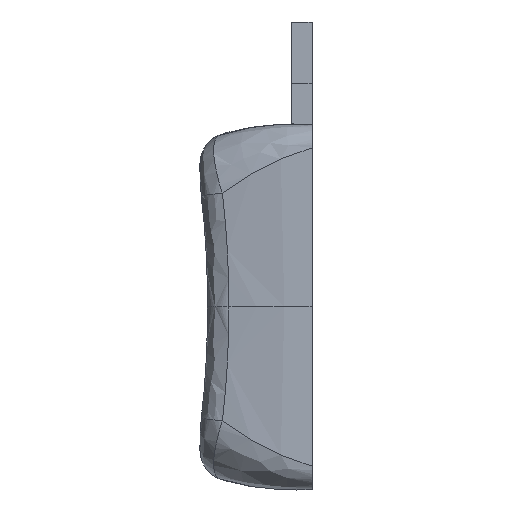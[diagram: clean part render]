
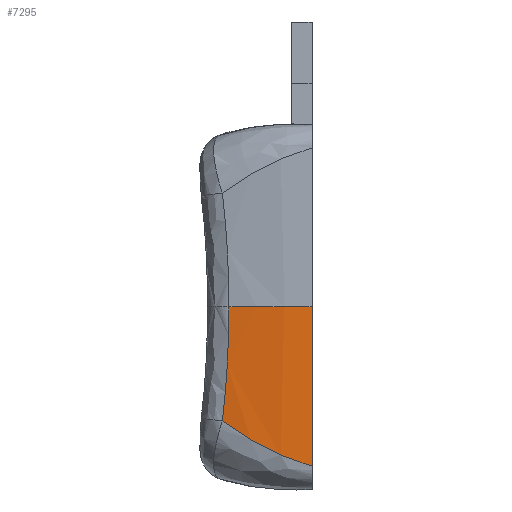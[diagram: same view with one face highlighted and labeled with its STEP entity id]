
A CAD part, left-side view. The second image highlights one B-rep face of the part: STEP entity #7295.
In plain terms, the highlighted cylindrical face has radius 20.743 mm (diameter 41.487 mm), a partial arc.
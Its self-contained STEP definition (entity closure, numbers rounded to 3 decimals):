
#121=ELLIPSE('',#7836,44.311,40.779);
#290=B_SPLINE_CURVE_WITH_KNOTS('',3,(#11926,#11927,#11928,#11929,#11930,
#11931,#11932,#11933,#11934,#11935,#11936,#11937,#11938,#11939,#11940,#11941,
#11942,#11943,#11944,#11945,#11946,#11947,#11948,#11949,#11950),
 .UNSPECIFIED.,.F.,.F.,(4,3,3,3,3,3,3,3,4),(-0.107,-0.033,
0.,0.073,0.146,0.221,0.296,
0.373,0.385),.UNSPECIFIED.);
#1073=FACE_OUTER_BOUND('',#1560,.T.);
#1560=EDGE_LOOP('',(#5351,#5352,#5353,#5354));
#2015=LINE('',#11952,#2379);
#2379=VECTOR('',#8597,10.);
#2676=CIRCLE('',#7755,20.743);
#2986=VERTEX_POINT('',#11155);
#2987=VERTEX_POINT('',#11170);
#2998=VERTEX_POINT('',#11519);
#3019=VERTEX_POINT('',#11913);
#3735=EDGE_CURVE('',#2986,#2987,#2676,.T.);
#3784=EDGE_CURVE('',#3019,#2998,#290,.T.);
#3785=EDGE_CURVE('',#2987,#3019,#2015,.T.);
#3893=EDGE_CURVE('',#2998,#2986,#121,.T.);
#5351=ORIENTED_EDGE('',*,*,#3735,.F.);
#5352=ORIENTED_EDGE('',*,*,#3893,.F.);
#5353=ORIENTED_EDGE('',*,*,#3784,.F.);
#5354=ORIENTED_EDGE('',*,*,#3785,.F.);
#7060=CYLINDRICAL_SURFACE('',#7837,20.743);
#7295=ADVANCED_FACE('',(#1073),#7060,.T.);
#7755=AXIS2_PLACEMENT_3D('',#11171,#8549,#8550);
#7836=AXIS2_PLACEMENT_3D('',#13581,#8754,#8755);
#7837=AXIS2_PLACEMENT_3D('',#13582,#8756,#8757);
#8549=DIRECTION('center_axis',(0.,0.,
1.));
#8550=DIRECTION('ref_axis',(-1.,0.,0.));
#8597=DIRECTION('',(0.,0.,-1.));
#8754=DIRECTION('center_axis',(-0.987,0.163,0.));
#8755=DIRECTION('ref_axis',(0.,0.,1.));
#8756=DIRECTION('center_axis',(0.,0.,
1.));
#8757=DIRECTION('ref_axis',(-0.92,0.391,0.));
#11155=CARTESIAN_POINT('',(-102.585,6.563,-186.612));
#11170=CARTESIAN_POINT('',(-102.785,2.5,-186.612));
#11171=CARTESIAN_POINT('Origin',(-82.066,3.5,-186.612));
#11519=CARTESIAN_POINT('',(-102.532,6.882,-192.182));
#11913=CARTESIAN_POINT('',(-102.785,2.5,-194.402));
#11926=CARTESIAN_POINT('Ctrl Pts',(-102.785,2.5,-194.402));
#11927=CARTESIAN_POINT('Ctrl Pts',(-102.796,2.731,-194.334));
#11928=CARTESIAN_POINT('Ctrl Pts',(-102.804,2.961,-194.259));
#11929=CARTESIAN_POINT('Ctrl Pts',(-102.807,3.188,-194.177));
#11930=CARTESIAN_POINT('Ctrl Pts',(-102.809,3.293,-194.14));
#11931=CARTESIAN_POINT('Ctrl Pts',(-102.809,3.396,-194.101));
#11932=CARTESIAN_POINT('Ctrl Pts',(-102.809,3.5,-194.061));
#11933=CARTESIAN_POINT('Ctrl Pts',(-102.809,3.726,-193.974));
#11934=CARTESIAN_POINT('Ctrl Pts',(-102.806,3.95,-193.88));
#11935=CARTESIAN_POINT('Ctrl Pts',(-102.799,4.173,-193.78));
#11936=CARTESIAN_POINT('Ctrl Pts',(-102.791,4.397,-193.68));
#11937=CARTESIAN_POINT('Ctrl Pts',(-102.78,4.619,-193.573));
#11938=CARTESIAN_POINT('Ctrl Pts',(-102.766,4.839,-193.459));
#11939=CARTESIAN_POINT('Ctrl Pts',(-102.752,5.062,-193.345));
#11940=CARTESIAN_POINT('Ctrl Pts',(-102.734,5.282,-193.224));
#11941=CARTESIAN_POINT('Ctrl Pts',(-102.713,5.499,-193.097));
#11942=CARTESIAN_POINT('Ctrl Pts',(-102.692,5.719,-192.969));
#11943=CARTESIAN_POINT('Ctrl Pts',(-102.667,5.936,-192.835));
#11944=CARTESIAN_POINT('Ctrl Pts',(-102.64,6.149,-192.696));
#11945=CARTESIAN_POINT('Ctrl Pts',(-102.612,6.366,-192.553));
#11946=CARTESIAN_POINT('Ctrl Pts',(-102.581,6.579,-192.405));
#11947=CARTESIAN_POINT('Ctrl Pts',(-102.547,6.788,-192.252));
#11948=CARTESIAN_POINT('Ctrl Pts',(-102.542,6.819,-192.229));
#11949=CARTESIAN_POINT('Ctrl Pts',(-102.537,6.851,-192.206));
#11950=CARTESIAN_POINT('Ctrl Pts',(-102.532,6.882,-192.182));
#11952=CARTESIAN_POINT('',(-102.785,2.5,-186.625));
#13581=CARTESIAN_POINT('Origin',(-95.936,46.796,-186.611));
#13582=CARTESIAN_POINT('Origin',(-82.066,3.5,-186.611));
